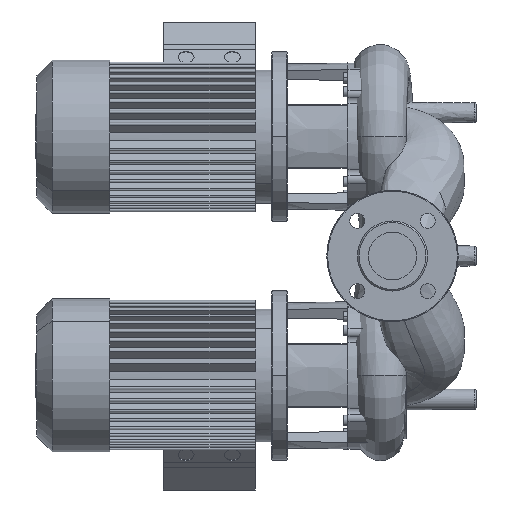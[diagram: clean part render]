
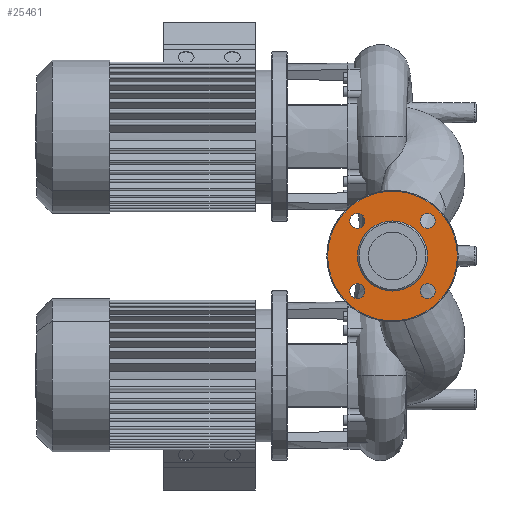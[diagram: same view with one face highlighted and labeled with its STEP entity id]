
A CAD part, left-side view. The second image highlights one B-rep face of the part: STEP entity #25461.
In plain terms, the highlighted free-form (B-spline) face has degree [1, 1] with [2, 2] control points.
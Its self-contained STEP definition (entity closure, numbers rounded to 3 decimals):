
#24840=CARTESIAN_POINT('',(2.,0.,-81.5));
#24841=VERTEX_POINT('',#24840);
#24857=CARTESIAN_POINT('',(2.,0.,81.5));
#24858=VERTEX_POINT('',#24857);
#24866=CARTESIAN_POINT('',(2.,-81.5,0.0));
#24867=VERTEX_POINT('',#24866);
#24868=CARTESIAN_POINT('',(2.,0.,0.0));
#24869=DIRECTION('',(-1.0,0.0,0.0));
#24870=DIRECTION('',(0.0,-1.0,0.0));
#24871=AXIS2_PLACEMENT_3D('',#24868,#24869,#24870);
#24872=CIRCLE('',#24871,81.5);
#24873=EDGE_CURVE('',#24867,#24858,#24872,.T.);
#24875=CARTESIAN_POINT('',(2.,0.,0.0));
#24876=DIRECTION('',(-1.0,0.0,0.0));
#24877=DIRECTION('',(0.0,-1.0,0.0));
#24878=AXIS2_PLACEMENT_3D('',#24875,#24876,#24877);
#24879=CIRCLE('',#24878,81.5);
#24880=EDGE_CURVE('',#24841,#24867,#24879,.T.);
#24911=CARTESIAN_POINT('',(2.,-44.,0.0));
#24912=VERTEX_POINT('',#24911);
#24921=CARTESIAN_POINT('',(2.,44.,0.));
#24922=VERTEX_POINT('',#24921);
#24923=CARTESIAN_POINT('',(2.,0.,0.0));
#24924=DIRECTION('',(-1.0,0.0,0.0));
#24925=DIRECTION('',(0.0,-1.0,0.0));
#24926=AXIS2_PLACEMENT_3D('',#24923,#24924,#24925);
#24927=CIRCLE('',#24926,44.);
#24928=EDGE_CURVE('',#24912,#24922,#24927,.T.);
#24974=CARTESIAN_POINT('',(2.,-44.194,34.694));
#24975=VERTEX_POINT('',#24974);
#24984=CARTESIAN_POINT('',(2.,-44.194,53.694));
#24985=VERTEX_POINT('',#24984);
#24986=CARTESIAN_POINT('',(2.,-44.194,44.194));
#24987=DIRECTION('',(-1.0,0.0,0.0));
#24988=DIRECTION('',(0.0,0.0,-1.0));
#24989=AXIS2_PLACEMENT_3D('',#24986,#24987,#24988);
#24990=CIRCLE('',#24989,9.5);
#24991=EDGE_CURVE('',#24975,#24985,#24990,.T.);
#25037=CARTESIAN_POINT('',(2.,34.694,44.194));
#25038=VERTEX_POINT('',#25037);
#25047=CARTESIAN_POINT('',(2.,53.694,44.194));
#25048=VERTEX_POINT('',#25047);
#25049=CARTESIAN_POINT('',(2.,44.194,44.194));
#25050=DIRECTION('',(-1.0,0.0,0.0));
#25051=DIRECTION('',(0.0,-1.0,0.0));
#25052=AXIS2_PLACEMENT_3D('',#25049,#25050,#25051);
#25053=CIRCLE('',#25052,9.5);
#25054=EDGE_CURVE('',#25038,#25048,#25053,.T.);
#25100=CARTESIAN_POINT('',(2.,44.194,-34.694));
#25101=VERTEX_POINT('',#25100);
#25110=CARTESIAN_POINT('',(2.,44.194,-53.694));
#25111=VERTEX_POINT('',#25110);
#25112=CARTESIAN_POINT('',(2.,44.194,-44.194));
#25113=DIRECTION('',(-1.0,0.0,0.0));
#25114=DIRECTION('',(0.0,0.0,1.0));
#25115=AXIS2_PLACEMENT_3D('',#25112,#25113,#25114);
#25116=CIRCLE('',#25115,9.5);
#25117=EDGE_CURVE('',#25101,#25111,#25116,.T.);
#25163=CARTESIAN_POINT('',(2.,-34.694,-44.194));
#25164=VERTEX_POINT('',#25163);
#25173=CARTESIAN_POINT('',(2.,-53.694,-44.194));
#25174=VERTEX_POINT('',#25173);
#25175=CARTESIAN_POINT('',(2.,-44.194,-44.194));
#25176=DIRECTION('',(-1.0,0.0,0.0));
#25177=DIRECTION('',(0.0,1.0,0.0));
#25178=AXIS2_PLACEMENT_3D('',#25175,#25176,#25177);
#25179=CIRCLE('',#25178,9.5);
#25180=EDGE_CURVE('',#25164,#25174,#25179,.T.);
#25235=CARTESIAN_POINT('',(2.,-44.194,-44.194));
#25236=DIRECTION('',(-1.0,0.0,0.0));
#25237=DIRECTION('',(0.0,1.0,0.0));
#25238=AXIS2_PLACEMENT_3D('',#25235,#25236,#25237);
#25239=CIRCLE('',#25238,9.5);
#25240=EDGE_CURVE('',#25174,#25164,#25239,.T.);
#25280=CARTESIAN_POINT('',(2.,44.194,-44.194));
#25281=DIRECTION('',(-1.0,0.0,0.0));
#25282=DIRECTION('',(0.0,0.0,1.0));
#25283=AXIS2_PLACEMENT_3D('',#25280,#25281,#25282);
#25284=CIRCLE('',#25283,9.5);
#25285=EDGE_CURVE('',#25111,#25101,#25284,.T.);
#25325=CARTESIAN_POINT('',(2.,44.194,44.194));
#25326=DIRECTION('',(-1.0,0.0,0.0));
#25327=DIRECTION('',(0.0,-1.0,0.0));
#25328=AXIS2_PLACEMENT_3D('',#25325,#25326,#25327);
#25329=CIRCLE('',#25328,9.5);
#25330=EDGE_CURVE('',#25048,#25038,#25329,.T.);
#25370=CARTESIAN_POINT('',(2.,-44.194,44.194));
#25371=DIRECTION('',(-1.0,0.0,0.0));
#25372=DIRECTION('',(0.0,0.0,-1.0));
#25373=AXIS2_PLACEMENT_3D('',#25370,#25371,#25372);
#25374=CIRCLE('',#25373,9.5);
#25375=EDGE_CURVE('',#24985,#24975,#25374,.T.);
#25415=CARTESIAN_POINT('',(2.,0.,0.0));
#25416=DIRECTION('',(-1.0,0.0,0.0));
#25417=DIRECTION('',(0.0,-1.0,0.0));
#25418=AXIS2_PLACEMENT_3D('',#25415,#25416,#25417);
#25419=CIRCLE('',#25418,44.);
#25420=EDGE_CURVE('',#24922,#24912,#25419,.T.);
#25425=CARTESIAN_POINT('',(2.,-81.5,-81.5));
#25426=CARTESIAN_POINT('',(2.,-81.5,81.5));
#25427=CARTESIAN_POINT('',(2.,81.5,-81.5));
#25428=CARTESIAN_POINT('',(2.,81.5,81.5));
#25429=B_SPLINE_SURFACE_WITH_KNOTS('',1,1,((#25425,#25427),(#25426,#25428)),.UNSPECIFIED.,.F.,.F.,.U.,(2,2),(2,2),(0.0,163.),(0.0,163.),.UNSPECIFIED.);
#25430=ORIENTED_EDGE('',*,*,#24873,.T.);
#25431=CARTESIAN_POINT('',(2.,0.,0.0));
#25432=DIRECTION('',(-1.0,0.0,0.0));
#25433=DIRECTION('',(0.0,-1.0,0.0));
#25434=AXIS2_PLACEMENT_3D('',#25431,#25432,#25433);
#25435=CIRCLE('',#25434,81.5);
#25436=EDGE_CURVE('',#24858,#24841,#25435,.T.);
#25437=ORIENTED_EDGE('',*,*,#25436,.T.);
#25438=ORIENTED_EDGE('',*,*,#24880,.T.);
#25439=EDGE_LOOP('',(#25430,#25437,#25438));
#25440=FACE_OUTER_BOUND('',#25439,.T.);
#25441=ORIENTED_EDGE('',*,*,#25240,.F.);
#25442=ORIENTED_EDGE('',*,*,#25180,.F.);
#25443=EDGE_LOOP('',(#25441,#25442));
#25444=FACE_BOUND('',#25443,.T.);
#25445=ORIENTED_EDGE('',*,*,#25285,.F.);
#25446=ORIENTED_EDGE('',*,*,#25117,.F.);
#25447=EDGE_LOOP('',(#25445,#25446));
#25448=FACE_BOUND('',#25447,.T.);
#25449=ORIENTED_EDGE('',*,*,#25330,.F.);
#25450=ORIENTED_EDGE('',*,*,#25054,.F.);
#25451=EDGE_LOOP('',(#25449,#25450));
#25452=FACE_BOUND('',#25451,.T.);
#25453=ORIENTED_EDGE('',*,*,#25375,.F.);
#25454=ORIENTED_EDGE('',*,*,#24991,.F.);
#25455=EDGE_LOOP('',(#25453,#25454));
#25456=FACE_BOUND('',#25455,.T.);
#25457=ORIENTED_EDGE('',*,*,#24928,.F.);
#25458=ORIENTED_EDGE('',*,*,#25420,.F.);
#25459=EDGE_LOOP('',(#25457,#25458));
#25460=FACE_BOUND('',#25459,.T.);
#25461=ADVANCED_FACE('',(#25440,#25444,#25448,#25452,#25456,#25460),#25429,.T.);
